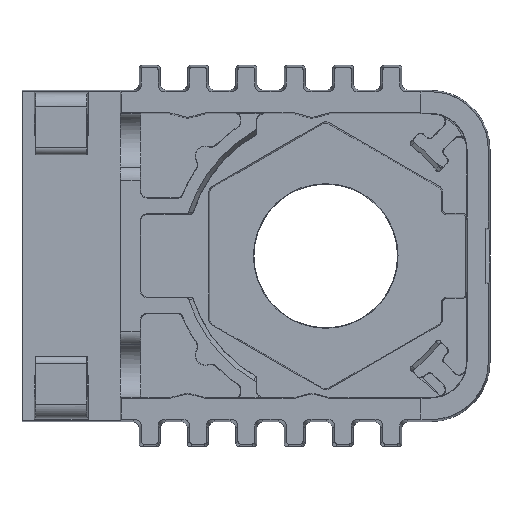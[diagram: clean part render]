
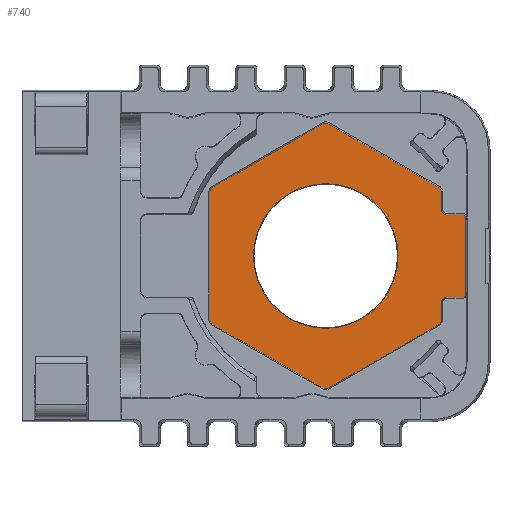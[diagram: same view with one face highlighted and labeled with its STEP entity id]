
A CAD part, top view. The second image highlights one B-rep face of the part: STEP entity #740.
In plain terms, the highlighted planar face has unit normal (0, 0, 1).
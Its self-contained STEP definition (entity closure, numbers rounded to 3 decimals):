
#156=FACE_BOUND('',#1988,.T.);
#157=FACE_BOUND('',#1989,.T.);
#205=ELLIPSE('',#9468,0.246,0.246);
#206=ELLIPSE('',#9469,0.246,0.246);
#740=ADVANCED_FACE('',(#156,#157),#1223,.F.);
#1223=PLANE('',#9476);
#1988=EDGE_LOOP('',(#2699,#2700,#2701,#2702,#2703,#2704,#2705,#2706,#2707,
#2708,#2709,#2710,#2711,#2712,#2713,#2714,#2715,#2716,#2717,#2718));
#1989=EDGE_LOOP('',(#2719));
#2503=CIRCLE('',#9465,0.447);
#2504=CIRCLE('',#9466,0.447);
#2505=CIRCLE('',#9467,0.352);
#2506=CIRCLE('',#9470,0.352);
#2507=CIRCLE('',#9471,0.447);
#2508=CIRCLE('',#9472,0.447);
#2509=CIRCLE('',#9473,0.447);
#2510=CIRCLE('',#9474,0.447);
#2511=CIRCLE('',#9475,5.239);
#2699=ORIENTED_EDGE('',*,*,#6350,.T.);
#2700=ORIENTED_EDGE('',*,*,#6351,.T.);
#2701=ORIENTED_EDGE('',*,*,#6352,.T.);
#2702=ORIENTED_EDGE('',*,*,#6353,.T.);
#2703=ORIENTED_EDGE('',*,*,#6354,.T.);
#2704=ORIENTED_EDGE('',*,*,#6355,.T.);
#2705=ORIENTED_EDGE('',*,*,#6338,.T.);
#2706=ORIENTED_EDGE('',*,*,#6356,.T.);
#2707=ORIENTED_EDGE('',*,*,#6357,.T.);
#2708=ORIENTED_EDGE('',*,*,#6358,.T.);
#2709=ORIENTED_EDGE('',*,*,#6344,.T.);
#2710=ORIENTED_EDGE('',*,*,#6359,.T.);
#2711=ORIENTED_EDGE('',*,*,#6346,.T.);
#2712=ORIENTED_EDGE('',*,*,#6360,.T.);
#2713=ORIENTED_EDGE('',*,*,#6361,.T.);
#2714=ORIENTED_EDGE('',*,*,#6362,.T.);
#2715=ORIENTED_EDGE('',*,*,#6363,.T.);
#2716=ORIENTED_EDGE('',*,*,#6364,.T.);
#2717=ORIENTED_EDGE('',*,*,#6365,.T.);
#2718=ORIENTED_EDGE('',*,*,#6366,.T.);
#2719=ORIENTED_EDGE('',*,*,#6367,.T.);
#5416=VERTEX_POINT('',#13223);
#5417=VERTEX_POINT('',#13224);
#5422=VERTEX_POINT('',#13235);
#5423=VERTEX_POINT('',#13237);
#5424=VERTEX_POINT('',#13241);
#5425=VERTEX_POINT('',#13242);
#5428=VERTEX_POINT('',#13250);
#5429=VERTEX_POINT('',#13251);
#5430=VERTEX_POINT('',#13253);
#5431=VERTEX_POINT('',#13255);
#5432=VERTEX_POINT('',#13257);
#5433=VERTEX_POINT('',#13259);
#5434=VERTEX_POINT('',#13262);
#5435=VERTEX_POINT('',#13264);
#5436=VERTEX_POINT('',#13268);
#5437=VERTEX_POINT('',#13270);
#5438=VERTEX_POINT('',#13272);
#5439=VERTEX_POINT('',#13274);
#5440=VERTEX_POINT('',#13276);
#5441=VERTEX_POINT('',#13278);
#5442=VERTEX_POINT('',#13281);
#6338=EDGE_CURVE('',#5416,#5417,#7659,.T.);
#6344=EDGE_CURVE('',#5423,#5422,#7665,.T.);
#6346=EDGE_CURVE('',#5424,#5425,#7667,.T.);
#6350=EDGE_CURVE('',#5428,#5429,#7671,.T.);
#6351=EDGE_CURVE('',#5429,#5430,#2503,.T.);
#6352=EDGE_CURVE('',#5430,#5431,#7672,.T.);
#6353=EDGE_CURVE('',#5431,#5432,#2504,.T.);
#6354=EDGE_CURVE('',#5432,#5433,#7673,.T.);
#6355=EDGE_CURVE('',#5433,#5416,#2505,.T.);
#6356=EDGE_CURVE('',#5417,#5434,#205,.T.);
#6357=EDGE_CURVE('',#5434,#5435,#7674,.T.);
#6358=EDGE_CURVE('',#5435,#5423,#206,.T.);
#6359=EDGE_CURVE('',#5422,#5424,#2506,.T.);
#6360=EDGE_CURVE('',#5425,#5436,#2507,.T.);
#6361=EDGE_CURVE('',#5436,#5437,#7675,.T.);
#6362=EDGE_CURVE('',#5437,#5438,#2508,.T.);
#6363=EDGE_CURVE('',#5438,#5439,#7676,.T.);
#6364=EDGE_CURVE('',#5439,#5440,#2509,.T.);
#6365=EDGE_CURVE('',#5440,#5441,#7677,.T.);
#6366=EDGE_CURVE('',#5441,#5428,#2510,.T.);
#6367=EDGE_CURVE('',#5442,#5442,#2511,.T.);
#7659=LINE('',#13222,#8546);
#7665=LINE('',#13236,#8552);
#7667=LINE('',#13240,#8554);
#7671=LINE('',#13249,#8558);
#7672=LINE('',#13254,#8559);
#7673=LINE('',#13258,#8560);
#7674=LINE('',#13263,#8561);
#7675=LINE('',#13269,#8562);
#7676=LINE('',#13273,#8563);
#7677=LINE('',#13277,#8564);
#8546=VECTOR('',#10273,1.);
#8552=VECTOR('',#10281,1.);
#8554=VECTOR('',#10285,1.);
#8558=VECTOR('',#10291,1.);
#8559=VECTOR('',#10294,1.);
#8560=VECTOR('',#10297,1.);
#8561=VECTOR('',#10302,1.);
#8562=VECTOR('',#10309,1.);
#8563=VECTOR('',#10312,1.);
#8564=VECTOR('',#10315,1.);
#9465=AXIS2_PLACEMENT_3D('',#13252,#10292,#10293);
#9466=AXIS2_PLACEMENT_3D('',#13256,#10295,#10296);
#9467=AXIS2_PLACEMENT_3D('',#13260,#10298,#10299);
#9468=AXIS2_PLACEMENT_3D('',#13261,#10300,#10301);
#9469=AXIS2_PLACEMENT_3D('',#13265,#10303,#10304);
#9470=AXIS2_PLACEMENT_3D('',#13266,#10305,#10306);
#9471=AXIS2_PLACEMENT_3D('',#13267,#10307,#10308);
#9472=AXIS2_PLACEMENT_3D('',#13271,#10310,#10311);
#9473=AXIS2_PLACEMENT_3D('',#13275,#10313,#10314);
#9474=AXIS2_PLACEMENT_3D('',#13279,#10316,#10317);
#9475=AXIS2_PLACEMENT_3D('',#13280,#10318,#10319);
#9476=AXIS2_PLACEMENT_3D('',#13282,#10320,#10321);
#10273=DIRECTION('',(1.,0.,0.));
#10281=DIRECTION('',(-1.,0.,0.));
#10285=DIRECTION('',(0.,1.,0.));
#10291=DIRECTION('',(0.866,-0.5,0.));
#10292=DIRECTION('',(0.,0.,1.));
#10293=DIRECTION('',(-1.,0.,0.));
#10294=DIRECTION('',(0.866,0.5,0.));
#10295=DIRECTION('',(0.,0.,1.));
#10296=DIRECTION('',(-1.,0.,0.));
#10297=DIRECTION('',(0.,1.,0.));
#10298=DIRECTION('',(0.,0.,-1.));
#10299=DIRECTION('',(-1.,0.,0.));
#10300=DIRECTION('',(0.,0.,1.));
#10301=DIRECTION('',(0.,-1.,0.));
#10302=DIRECTION('',(0.,1.,0.));
#10303=DIRECTION('',(0.,0.,1.));
#10304=DIRECTION('',(0.,1.,0.));
#10305=DIRECTION('',(0.,0.,-1.));
#10306=DIRECTION('',(-1.,0.,0.));
#10307=DIRECTION('',(0.,0.,1.));
#10308=DIRECTION('',(-1.,0.,0.));
#10309=DIRECTION('',(-0.866,0.5,0.));
#10310=DIRECTION('',(0.,0.,1.));
#10311=DIRECTION('',(-1.,0.,0.));
#10312=DIRECTION('',(-0.866,-0.5,0.));
#10313=DIRECTION('',(0.,0.,1.));
#10314=DIRECTION('',(-1.,0.,0.));
#10315=DIRECTION('',(0.,-1.,0.));
#10316=DIRECTION('',(0.,0.,1.));
#10317=DIRECTION('',(-1.,0.,0.));
#10318=DIRECTION('',(0.,0.,-1.));
#10319=DIRECTION('',(-1.,0.,0.));
#10320=DIRECTION('',(0.,0.,-1.));
#10321=DIRECTION('',(1.,0.,0.));
#13222=CARTESIAN_POINT('',(-1.5,-3.,1.5));
#13223=CARTESIAN_POINT('',(8.752,-3.,1.5));
#13224=CARTESIAN_POINT('',(9.9,-3.,1.5));
#13235=CARTESIAN_POINT('',(8.752,3.,1.5));
#13236=CARTESIAN_POINT('',(-1.5,3.,1.5));
#13237=CARTESIAN_POINT('',(9.9,3.,1.5));
#13240=CARTESIAN_POINT('',(8.4,0.,1.5));
#13241=CARTESIAN_POINT('',(8.4,3.352,1.5));
#13242=CARTESIAN_POINT('',(8.4,4.591,1.5));
#13249=CARTESIAN_POINT('',(-5.325,-6.625,1.5));
#13250=CARTESIAN_POINT('',(-8.176,-4.979,1.5));
#13251=CARTESIAN_POINT('',(-0.224,-9.57,1.5));
#13252=CARTESIAN_POINT('',(0.,-9.183,1.5));
#13253=CARTESIAN_POINT('',(0.224,-9.57,1.5));
#13254=CARTESIAN_POINT('',(3.075,-7.924,1.5));
#13255=CARTESIAN_POINT('',(8.176,-4.979,1.5));
#13256=CARTESIAN_POINT('',(7.953,-4.591,1.5));
#13257=CARTESIAN_POINT('',(8.4,-4.591,1.5));
#13258=CARTESIAN_POINT('',(8.4,0.,1.5));
#13259=CARTESIAN_POINT('',(8.4,-3.352,1.5));
#13260=CARTESIAN_POINT('',(8.752,-3.352,1.5));
#13261=CARTESIAN_POINT('',(9.902,-2.754,1.5));
#13262=CARTESIAN_POINT('',(10.13,-2.663,1.5));
#13263=CARTESIAN_POINT('',(10.13,0.,1.5));
#13264=CARTESIAN_POINT('',(10.13,2.663,1.5));
#13265=CARTESIAN_POINT('',(9.902,2.754,1.5));
#13266=CARTESIAN_POINT('',(8.752,3.352,1.5));
#13267=CARTESIAN_POINT('',(7.953,4.591,1.5));
#13268=CARTESIAN_POINT('',(8.176,4.979,1.5));
#13269=CARTESIAN_POINT('',(3.075,7.924,1.5));
#13270=CARTESIAN_POINT('',(0.224,9.57,1.5));
#13271=CARTESIAN_POINT('',(0.,9.183,1.5));
#13272=CARTESIAN_POINT('',(-0.224,9.57,1.5));
#13273=CARTESIAN_POINT('',(-5.325,6.625,1.5));
#13274=CARTESIAN_POINT('',(-8.176,4.979,1.5));
#13275=CARTESIAN_POINT('',(-7.953,4.591,1.5));
#13276=CARTESIAN_POINT('',(-8.4,4.591,1.5));
#13277=CARTESIAN_POINT('',(-8.4,0.,1.5));
#13278=CARTESIAN_POINT('',(-8.4,-4.591,1.5));
#13279=CARTESIAN_POINT('',(-7.953,-4.591,1.5));
#13280=CARTESIAN_POINT('',(0.,0.,1.5));
#13281=CARTESIAN_POINT('',(-5.239,0.,1.5));
#13282=CARTESIAN_POINT('',(-1.3,0.,1.5));
